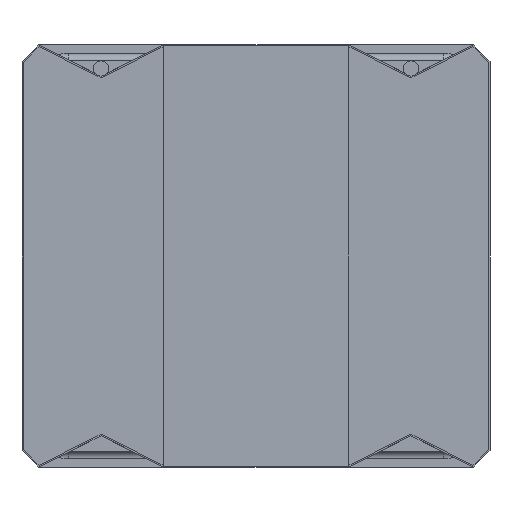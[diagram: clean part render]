
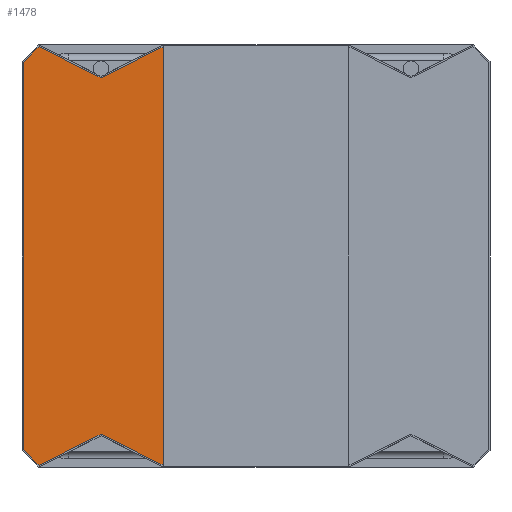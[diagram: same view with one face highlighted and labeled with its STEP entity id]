
A CAD part, front view. The second image highlights one B-rep face of the part: STEP entity #1478.
In plain terms, the highlighted planar face has unit normal (0, -1, 0).
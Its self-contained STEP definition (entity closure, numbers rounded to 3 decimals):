
#1 = VECTOR ( 'NONE', #4011, 1000. ) ;
#57 = CARTESIAN_POINT ( 'NONE',  ( -0.6, 0., 1.35 ) ) ;
#72 = LINE ( 'NONE', #2671, #2492 ) ;
#101 = PLANE ( 'NONE',  #1068 ) ;
#136 = ORIENTED_EDGE ( 'NONE', *, *, #3407, .F. ) ;
#224 = ORIENTED_EDGE ( 'NONE', *, *, #2472, .F. ) ;
#288 = CARTESIAN_POINT ( 'NONE',  ( -1., 0., -1.15 ) ) ;
#428 = DIRECTION ( 'NONE',  ( 0.707, 0., 0.707 ) ) ;
#448 = CARTESIAN_POINT ( 'NONE',  ( 0., 0., 0. ) ) ;
#477 = CARTESIAN_POINT ( 'NONE',  ( -1.5, 0., -1.25 ) ) ;
#501 = VERTEX_POINT ( 'NONE', #591 ) ;
#591 = CARTESIAN_POINT ( 'NONE',  ( -1.4, 0., -1.35 ) ) ;
#604 = VECTOR ( 'NONE', #2723, 1000. ) ;
#714 = VERTEX_POINT ( 'NONE', #288 ) ;
#748 = DIRECTION ( 'NONE',  ( 0., 0., 1. ) ) ;
#762 = DIRECTION ( 'NONE',  ( -0.707, 0., 0.707 ) ) ;
#836 = LINE ( 'NONE', #2275, #2526 ) ;
#887 = ORIENTED_EDGE ( 'NONE', *, *, #1843, .F. ) ;
#892 = EDGE_CURVE ( 'NONE', #2432, #714, #2698, .T. ) ;
#924 = ORIENTED_EDGE ( 'NONE', *, *, #3454, .F. ) ;
#964 = CARTESIAN_POINT ( 'NONE',  ( -1., 0., 1.15 ) ) ;
#1030 = VERTEX_POINT ( 'NONE', #1917 ) ;
#1068 = AXIS2_PLACEMENT_3D ( 'NONE', #448, #2656, #748 ) ;
#1174 = LINE ( 'NONE', #2456, #2771 ) ;
#1181 = VERTEX_POINT ( 'NONE', #477 ) ;
#1256 = EDGE_CURVE ( 'NONE', #3193, #1417, #1438, .T. ) ;
#1417 = VERTEX_POINT ( 'NONE', #57 ) ;
#1427 = EDGE_CURVE ( 'NONE', #1417, #2432, #836, .T. ) ;
#1438 = LINE ( 'NONE', #3978, #604 ) ;
#1476 = DIRECTION ( 'NONE',  ( 0.894, 0., -0.447 ) ) ;
#1478 = ADVANCED_FACE ( 'NONE', ( #1883 ), #101, .F. ) ;
#1502 = DIRECTION ( 'NONE',  ( -0.894, 0., -0.447 ) ) ;
#1652 = CARTESIAN_POINT ( 'NONE',  ( -1., 0., -1.15 ) ) ;
#1661 = LINE ( 'NONE', #1790, #1 ) ;
#1790 = CARTESIAN_POINT ( 'NONE',  ( -1.5, 0., -1.25 ) ) ;
#1843 = EDGE_CURVE ( 'NONE', #501, #1181, #72, .T. ) ;
#1883 = FACE_OUTER_BOUND ( 'NONE', #2059, .T. ) ;
#1917 = CARTESIAN_POINT ( 'NONE',  ( -1.5, 0., 1.25 ) ) ;
#2059 = EDGE_LOOP ( 'NONE', ( #2879, #2067, #2758, #224, #3529, #136, #887, #924 ) ) ;
#2067 = ORIENTED_EDGE ( 'NONE', *, *, #1427, .F. ) ;
#2136 = VECTOR ( 'NONE', #1476, 1000. ) ;
#2262 = DIRECTION ( 'NONE',  ( 0., 0., -1. ) ) ;
#2275 = CARTESIAN_POINT ( 'NONE',  ( -0.6, 0., 1.35 ) ) ;
#2363 = CARTESIAN_POINT ( 'NONE',  ( -0.6, 0., -1.35 ) ) ;
#2365 = EDGE_CURVE ( 'NONE', #1030, #3149, #3319, .T. ) ;
#2432 = VERTEX_POINT ( 'NONE', #2363 ) ;
#2456 = CARTESIAN_POINT ( 'NONE',  ( -1.4, 0., -1.35 ) ) ;
#2472 = EDGE_CURVE ( 'NONE', #3149, #3193, #3806, .T. ) ;
#2492 = VECTOR ( 'NONE', #762, 1000. ) ;
#2526 = VECTOR ( 'NONE', #2262, 1000. ) ;
#2656 = DIRECTION ( 'NONE',  ( 0., 1., 0. ) ) ;
#2671 = CARTESIAN_POINT ( 'NONE',  ( -1.4, 0., -1.35 ) ) ;
#2698 = LINE ( 'NONE', #1652, #3515 ) ;
#2723 = DIRECTION ( 'NONE',  ( 0.894, 0., 0.447 ) ) ;
#2758 = ORIENTED_EDGE ( 'NONE', *, *, #1256, .F. ) ;
#2771 = VECTOR ( 'NONE', #1502, 1000. ) ;
#2879 = ORIENTED_EDGE ( 'NONE', *, *, #892, .F. ) ;
#3149 = VERTEX_POINT ( 'NONE', #3191 ) ;
#3191 = CARTESIAN_POINT ( 'NONE',  ( -1.4, 0., 1.35 ) ) ;
#3193 = VERTEX_POINT ( 'NONE', #964 ) ;
#3246 = CARTESIAN_POINT ( 'NONE',  ( -1.4, 0., 1.35 ) ) ;
#3319 = LINE ( 'NONE', #3246, #4058 ) ;
#3377 = CARTESIAN_POINT ( 'NONE',  ( -1.4, 0., 1.35 ) ) ;
#3407 = EDGE_CURVE ( 'NONE', #1181, #1030, #1661, .T. ) ;
#3454 = EDGE_CURVE ( 'NONE', #714, #501, #1174, .T. ) ;
#3515 = VECTOR ( 'NONE', #3547, 1000. ) ;
#3529 = ORIENTED_EDGE ( 'NONE', *, *, #2365, .F. ) ;
#3547 = DIRECTION ( 'NONE',  ( -0.894, 0., 0.447 ) ) ;
#3806 = LINE ( 'NONE', #3377, #2136 ) ;
#3978 = CARTESIAN_POINT ( 'NONE',  ( -1., 0., 1.15 ) ) ;
#4011 = DIRECTION ( 'NONE',  ( 0., 0., 1. ) ) ;
#4058 = VECTOR ( 'NONE', #428, 1000. ) ;
